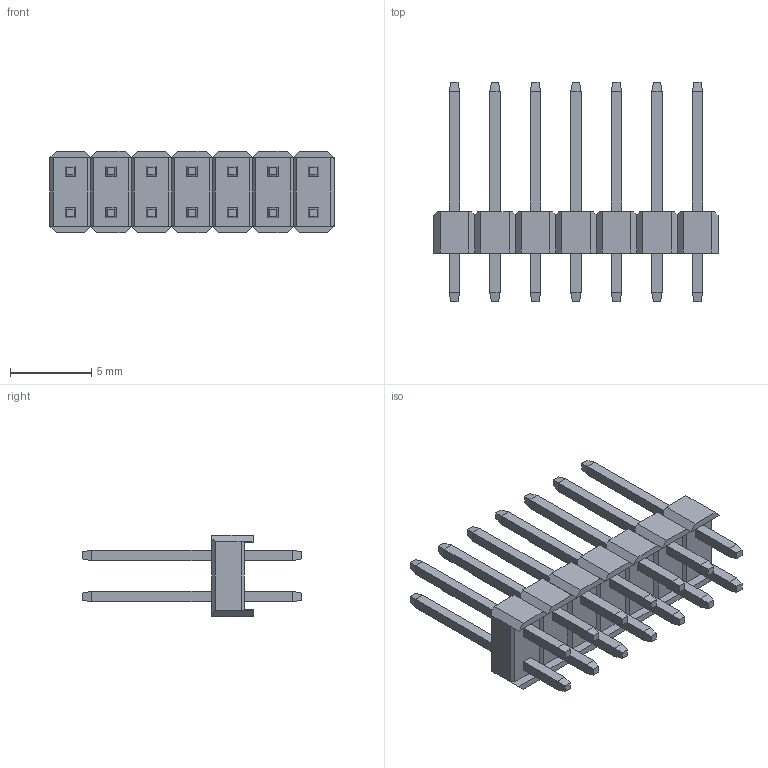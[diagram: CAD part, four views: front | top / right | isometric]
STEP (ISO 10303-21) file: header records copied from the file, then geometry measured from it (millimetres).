
FILE_DESCRIPTION (( 'STEP AP214' ), '1' );
FILE_NAME ('2x7 Male Pin Header.STEP', '2018-11-16T18:29:28', ( 'M.B.I.' ), ( '' ), 'SwSTEP 2.0', '', '' );
FILE_SCHEMA (( 'AUTOMOTIVE_DESIGN' ));
Length unit declared in the file: millimetre
Products named in the file (1): 2x7 Male Pin Header
Bounding box: 17.55 x 13.54 x 5 mm (x, y, z)
Volume: 240.1 mm3; surface area: 858.5 mm2
Topology: 15 solids, 15 shells, 400 faces, 980 edges, 610 vertices
Faces by surface type: plane 400
Entity records: 11560 total; most frequent: CARTESIAN_POINT 1991, ORIENTED_EDGE 1960, DIRECTION 1782, LINE 980, VECTOR 980, EDGE_CURVE 980, VERTEX_POINT 610, EDGE_LOOP 428
